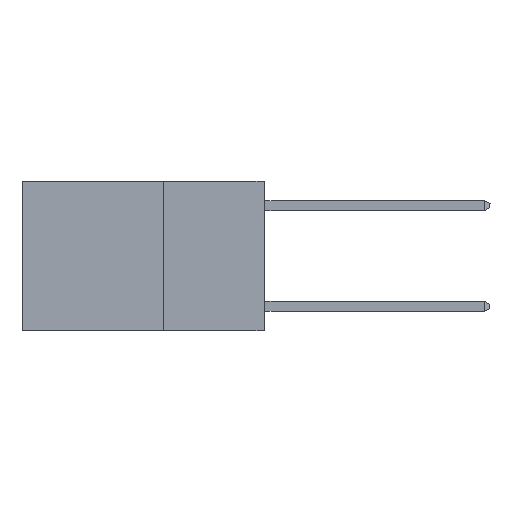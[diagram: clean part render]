
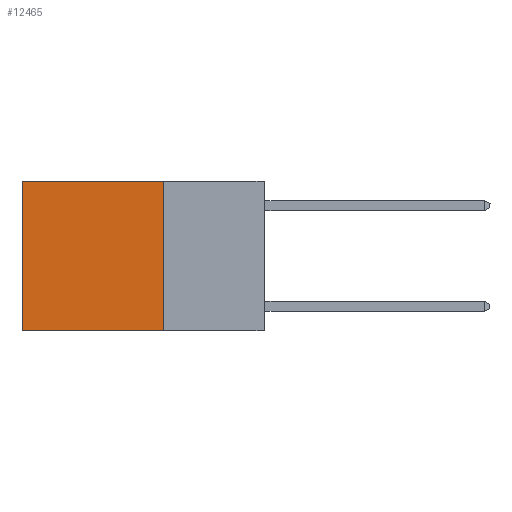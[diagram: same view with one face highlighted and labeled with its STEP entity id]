
A CAD part, left-side view. The second image highlights one B-rep face of the part: STEP entity #12465.
In plain terms, the highlighted planar face has unit normal (-1, 0, 0).
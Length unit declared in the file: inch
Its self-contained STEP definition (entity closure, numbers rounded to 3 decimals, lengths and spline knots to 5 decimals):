
#72 = ORIENTED_EDGE ( 'NONE', *, *, #14993, .T. ) ;
#157 = VECTOR ( 'NONE', #18751, 39.37008 ) ;
#517 = LINE ( 'NONE', #15625, #6622 ) ;
#1467 = VERTEX_POINT ( 'NONE', #30411 ) ;
#1690 = VERTEX_POINT ( 'NONE', #20870 ) ;
#1891 = EDGE_CURVE ( 'NONE', #15764, #1690, #517, .T. ) ;
#2054 = DIRECTION ( 'NONE',  ( 0., 0., -1. ) ) ;
#4171 = CARTESIAN_POINT ( 'NONE',  ( 0.2625, 0.25, 0. ) ) ;
#5611 = FACE_OUTER_BOUND ( 'NONE', #6209, .T. ) ;
#6209 = EDGE_LOOP ( 'NONE', ( #29539, #7232, #6688, #72 ) ) ;
#6406 = CARTESIAN_POINT ( 'NONE',  ( 0.2625, 0.25, 0. ) ) ;
#6622 = VECTOR ( 'NONE', #20655, 39.37008 ) ;
#6632 = LINE ( 'NONE', #9426, #157 ) ;
#6688 = ORIENTED_EDGE ( 'NONE', *, *, #1891, .F. ) ;
#7232 = ORIENTED_EDGE ( 'NONE', *, *, #10149, .F. ) ;
#7951 = VERTEX_POINT ( 'NONE', #14245 ) ;
#8031 = VECTOR ( 'NONE', #19687, 39.37008 ) ;
#8564 = CARTESIAN_POINT ( 'NONE',  ( 0.2625, 0.25, -0.37 ) ) ;
#9426 = CARTESIAN_POINT ( 'NONE',  ( 0.2625, 0.6, 0. ) ) ;
#10149 = EDGE_CURVE ( 'NONE', #1690, #1467, #18924, .T. ) ;
#10944 = DIRECTION ( 'NONE',  ( 0., 1., 0. ) ) ;
#11743 = PLANE ( 'NONE',  #16997 ) ;
#12465 = ADVANCED_FACE ( 'NONE', ( #5611 ), #11743, .F. ) ;
#13205 = EDGE_CURVE ( 'NONE', #7951, #1467, #6632, .T. ) ;
#14245 = CARTESIAN_POINT ( 'NONE',  ( 0.2625, 0.6, 0. ) ) ;
#14993 = EDGE_CURVE ( 'NONE', #15764, #7951, #16640, .T. ) ;
#15625 = CARTESIAN_POINT ( 'NONE',  ( 0.2625, 0.25, 0. ) ) ;
#15764 = VERTEX_POINT ( 'NONE', #6406 ) ;
#15903 = VECTOR ( 'NONE', #10944, 39.37008 ) ;
#16035 = DIRECTION ( 'NONE',  ( 1., 0., 0. ) ) ;
#16640 = LINE ( 'NONE', #20039, #15903 ) ;
#16997 = AXIS2_PLACEMENT_3D ( 'NONE', #4171, #16035, #2054 ) ;
#18751 = DIRECTION ( 'NONE',  ( 0., 0., -1. ) ) ;
#18924 = LINE ( 'NONE', #8564, #8031 ) ;
#19687 = DIRECTION ( 'NONE',  ( 0., 1., 0. ) ) ;
#20039 = CARTESIAN_POINT ( 'NONE',  ( 0.2625, 0.25, 0. ) ) ;
#20655 = DIRECTION ( 'NONE',  ( 0., 0., -1. ) ) ;
#20870 = CARTESIAN_POINT ( 'NONE',  ( 0.2625, 0.25, -0.37 ) ) ;
#29539 = ORIENTED_EDGE ( 'NONE', *, *, #13205, .T. ) ;
#30411 = CARTESIAN_POINT ( 'NONE',  ( 0.2625, 0.6, -0.37 ) ) ;
